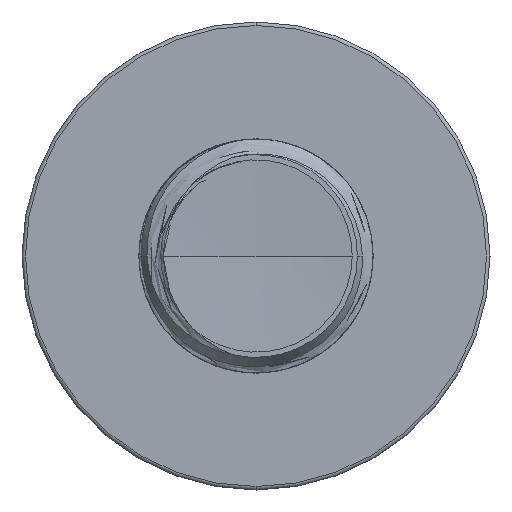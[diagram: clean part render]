
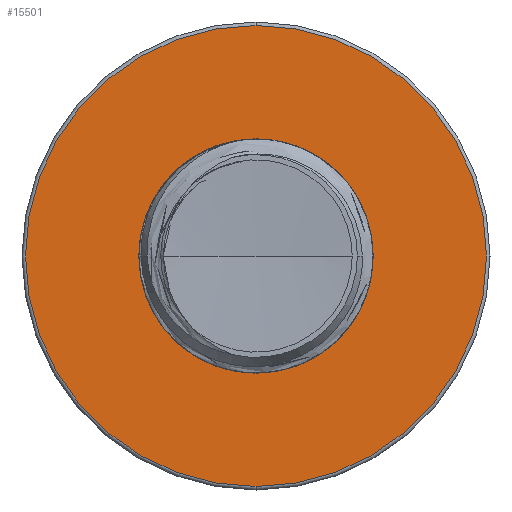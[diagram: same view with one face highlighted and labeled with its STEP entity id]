
A CAD part, front view. The second image highlights one B-rep face of the part: STEP entity #15501.
In plain terms, the highlighted planar face has unit normal (0, -1, 0).
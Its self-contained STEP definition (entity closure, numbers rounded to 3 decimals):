
#984 = VERTEX_POINT ( 'NONE', #17413 ) ;
#1111 = ORIENTED_EDGE ( 'NONE', *, *, #25440, .F. ) ;
#1385 = CARTESIAN_POINT ( 'NONE',  ( 0., 6., 1.754 ) ) ;
#1495 = CARTESIAN_POINT ( 'NONE',  ( 0., 6., 0. ) ) ;
#3558 = EDGE_LOOP ( 'NONE', ( #27287, #10015 ) ) ;
#3713 = DIRECTION ( 'NONE',  ( 0., 0., -1. ) ) ;
#4654 = FACE_OUTER_BOUND ( 'NONE', #3558, .T. ) ;
#5846 = ORIENTED_EDGE ( 'NONE', *, *, #15507, .F. ) ;
#6530 = CIRCLE ( 'NONE', #15439, 3.447 ) ;
#7576 = DIRECTION ( 'NONE',  ( 0., -1., 0. ) ) ;
#8033 = CARTESIAN_POINT ( 'NONE',  ( 0., 6., 0. ) ) ;
#8052 = AXIS2_PLACEMENT_3D ( 'NONE', #21382, #7576, #23620 ) ;
#8400 = CARTESIAN_POINT ( 'NONE',  ( 0., 6., 3.447 ) ) ;
#8564 = DIRECTION ( 'NONE',  ( 0., -1., 0. ) ) ;
#8854 = CARTESIAN_POINT ( 'NONE',  ( 0., 6., -3.447 ) ) ;
#9296 = DIRECTION ( 'NONE',  ( 0., -1., 0. ) ) ;
#10015 = ORIENTED_EDGE ( 'NONE', *, *, #23079, .T. ) ;
#10403 = DIRECTION ( 'NONE',  ( 0., 0., -1. ) ) ;
#10604 = EDGE_LOOP ( 'NONE', ( #5846, #1111 ) ) ;
#11092 = FACE_BOUND ( 'NONE', #10604, .T. ) ;
#15439 = AXIS2_PLACEMENT_3D ( 'NONE', #8033, #24038, #10403 ) ;
#15501 = ADVANCED_FACE ( 'NONE', ( #4654, #11092 ), #22288, .T. ) ;
#15507 = EDGE_CURVE ( 'NONE', #26575, #984, #23211, .T. ) ;
#17413 = CARTESIAN_POINT ( 'NONE',  ( 0., 6., 1.754 ) ) ;
#17508 = CARTESIAN_POINT ( 'NONE',  ( 0., 6., -1.754 ) ) ;
#17770 = VERTEX_POINT ( 'NONE', #8400 ) ;
#17791 = DIRECTION ( 'NONE',  ( 0., -1., 0. ) ) ;
#18947 = VERTEX_POINT ( 'NONE', #8854 ) ;
#19979 = CIRCLE ( 'NONE', #27221, 3.447 ) ;
#21382 = CARTESIAN_POINT ( 'NONE',  ( 0., 6., 0. ) ) ;
#21731 = CIRCLE ( 'NONE', #8052, 1.754 ) ;
#22288 = PLANE ( 'NONE',  #27342 ) ;
#22958 = CARTESIAN_POINT ( 'NONE',  ( 0., 6., 0. ) ) ;
#23079 = EDGE_CURVE ( 'NONE', #17770, #18947, #6530, .T. ) ;
#23211 = CIRCLE ( 'NONE', #25953, 1.754 ) ;
#23620 = DIRECTION ( 'NONE',  ( 0., 0., -1. ) ) ;
#24038 = DIRECTION ( 'NONE',  ( 0., -1., 0. ) ) ;
#24510 = DIRECTION ( 'NONE',  ( 0., 0., -1. ) ) ;
#25185 = DIRECTION ( 'NONE',  ( 0., 0., -1. ) ) ;
#25440 = EDGE_CURVE ( 'NONE', #984, #26575, #21731, .T. ) ;
#25953 = AXIS2_PLACEMENT_3D ( 'NONE', #1495, #17791, #3713 ) ;
#26575 = VERTEX_POINT ( 'NONE', #17508 ) ;
#27221 = AXIS2_PLACEMENT_3D ( 'NONE', #22958, #9296, #25185 ) ;
#27231 = EDGE_CURVE ( 'NONE', #18947, #17770, #19979, .T. ) ;
#27287 = ORIENTED_EDGE ( 'NONE', *, *, #27231, .T. ) ;
#27342 = AXIS2_PLACEMENT_3D ( 'NONE', #1385, #8564, #24510 ) ;
